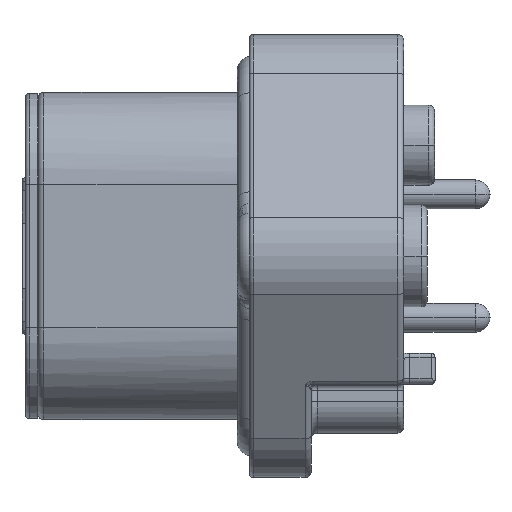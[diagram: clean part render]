
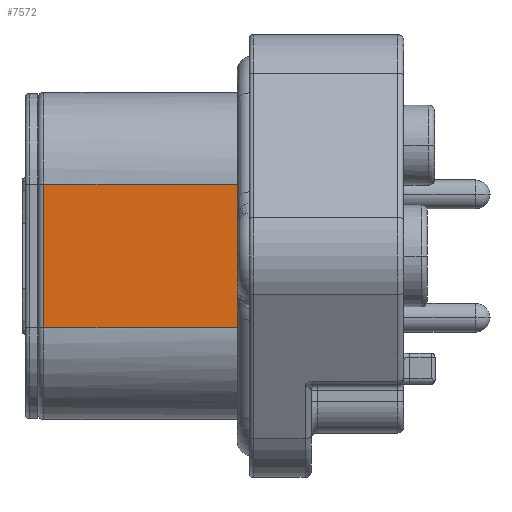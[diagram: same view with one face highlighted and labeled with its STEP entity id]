
A CAD part, left-side view. The second image highlights one B-rep face of the part: STEP entity #7572.
In plain terms, the highlighted planar face has unit normal (-1, 0, 0).
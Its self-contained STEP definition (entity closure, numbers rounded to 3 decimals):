
#434=DIRECTION('',(0.,-1.,0.));
#435=VECTOR('',#434,16.45);
#436=CARTESIAN_POINT('',(-11.6,22.9,-5.925));
#437=LINE('',#436,#435);
#457=DIRECTION('',(0.,0.,-1.));
#458=VECTOR('',#457,11.85);
#459=CARTESIAN_POINT('',(-11.6,6.45,5.925));
#460=LINE('',#459,#458);
#461=DIRECTION('',(0.,0.,1.));
#462=VECTOR('',#461,11.85);
#463=CARTESIAN_POINT('',(-11.6,22.9,-5.925));
#464=LINE('',#463,#462);
#465=DIRECTION('',(0.,-1.,0.));
#466=VECTOR('',#465,16.45);
#467=CARTESIAN_POINT('',(-11.6,22.9,5.925));
#468=LINE('',#467,#466);
#5953=CARTESIAN_POINT('',(-11.6,22.9,5.925));
#5954=VERTEX_POINT('',#5953);
#5955=CARTESIAN_POINT('',(-11.6,22.9,-5.925));
#5956=VERTEX_POINT('',#5955);
#6061=CARTESIAN_POINT('',(-11.6,6.45,-5.925));
#6063=VERTEX_POINT('',#6061);
#6069=CARTESIAN_POINT('',(-11.6,6.45,5.925));
#6070=VERTEX_POINT('',#6069);
#7559=CARTESIAN_POINT('',(-11.6,0.,-13.475));
#7560=DIRECTION('',(-1.,0.,0.));
#7561=DIRECTION('',(0.,0.,1.));
#7562=AXIS2_PLACEMENT_3D('',#7559,#7560,#7561);
#7563=PLANE('',#7562);
#7565=ORIENTED_EDGE('',*,*,#7564,.T.);
#7566=ORIENTED_EDGE('',*,*,#7549,.F.);
#7567=ORIENTED_EDGE('',*,*,#7240,.T.);
#7569=ORIENTED_EDGE('',*,*,#7568,.T.);
#7570=EDGE_LOOP('',(#7565,#7566,#7567,#7569));
#7571=FACE_OUTER_BOUND('',#7570,.F.);
#7572=ADVANCED_FACE('',(#7571),#7563,.T.);
#7240=EDGE_CURVE('',#5956,#5954,#464,.T.);
#7549=EDGE_CURVE('',#5956,#6063,#437,.T.);
#7564=EDGE_CURVE('',#6070,#6063,#460,.T.);
#7568=EDGE_CURVE('',#5954,#6070,#468,.T.);
